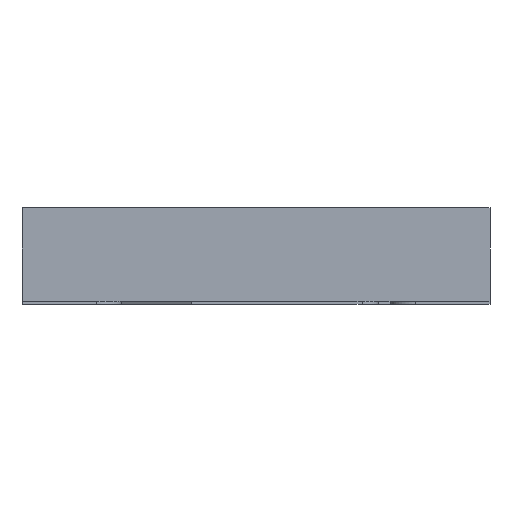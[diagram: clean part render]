
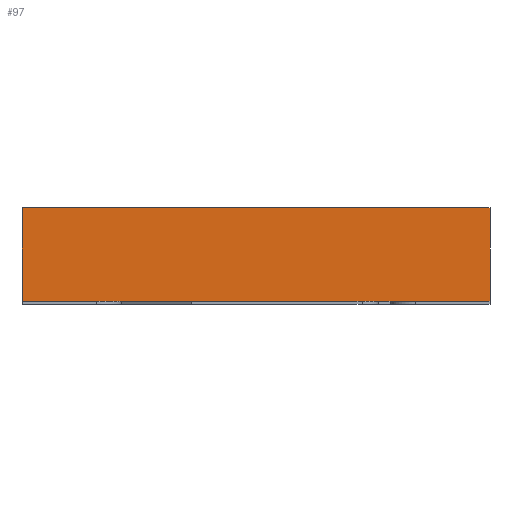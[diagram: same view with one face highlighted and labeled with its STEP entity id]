
A CAD part, front view. The second image highlights one B-rep face of the part: STEP entity #97.
In plain terms, the highlighted planar face has unit normal (0, -1, 0).
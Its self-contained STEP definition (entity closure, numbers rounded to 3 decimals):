
#97=ADVANCED_FACE('',(#180),#2725,.T.);
#180=FACE_OUTER_BOUND('',#264,.T.);
#264=EDGE_LOOP('',(#359,#360,#361,#362));
#359=ORIENTED_EDGE('',*,*,#2103,.T.);
#360=ORIENTED_EDGE('',*,*,#2104,.T.);
#361=ORIENTED_EDGE('',*,*,#2105,.T.);
#362=ORIENTED_EDGE('',*,*,#2106,.T.);
#767=PCURVE('',#2725,#1175);
#768=PCURVE('',#2725,#1176);
#769=PCURVE('',#2725,#1177);
#770=PCURVE('',#2725,#1178);
#783=PCURVE('',#2727,#1191);
#795=PCURVE('',#2728,#1203);
#919=PCURVE('',#2734,#1327);
#957=PCURVE('',#2736,#1365);
#1175=DEFINITIONAL_REPRESENTATION('',(#1584),#5442);
#1176=DEFINITIONAL_REPRESENTATION('',(#1586),#5442);
#1177=DEFINITIONAL_REPRESENTATION('',(#1588),#5442);
#1178=DEFINITIONAL_REPRESENTATION('',(#1590),#5442);
#1191=DEFINITIONAL_REPRESENTATION('',(#1609),#5442);
#1203=DEFINITIONAL_REPRESENTATION('',(#1625),#5442);
#1327=DEFINITIONAL_REPRESENTATION('',(#1725),#5442);
#1365=DEFINITIONAL_REPRESENTATION('',(#1749),#5442);
#1583=B_SPLINE_CURVE_WITH_KNOTS('',1,(#3583,#3584),.UNSPECIFIED.,.F.,.F.,
(2,2),(0.,0.8),.UNSPECIFIED.);
#1584=B_SPLINE_CURVE_WITH_KNOTS('',1,(#3585,#3586),.UNSPECIFIED.,.F.,.F.,
(2,2),(0.,0.8),.UNSPECIFIED.);
#1585=B_SPLINE_CURVE_WITH_KNOTS('',1,(#3587,#3588),.UNSPECIFIED.,.F.,.F.,
(2,2),(0.,4.),.UNSPECIFIED.);
#1586=B_SPLINE_CURVE_WITH_KNOTS('',1,(#3589,#3590),.UNSPECIFIED.,.F.,.F.,
(2,2),(0.,4.),.UNSPECIFIED.);
#1587=B_SPLINE_CURVE_WITH_KNOTS('',1,(#3591,#3592),.UNSPECIFIED.,.F.,.F.,
(2,2),(-0.8,0.),.UNSPECIFIED.);
#1588=B_SPLINE_CURVE_WITH_KNOTS('',1,(#3593,#3594),.UNSPECIFIED.,.F.,.F.,
(2,2),(-0.8,0.),.UNSPECIFIED.);
#1589=B_SPLINE_CURVE_WITH_KNOTS('',1,(#3595,#3596),.UNSPECIFIED.,.F.,.F.,
(2,2),(-4.,0.),.UNSPECIFIED.);
#1590=B_SPLINE_CURVE_WITH_KNOTS('',1,(#3597,#3598),.UNSPECIFIED.,.F.,.F.,
(2,2),(-4.,0.),.UNSPECIFIED.);
#1609=B_SPLINE_CURVE_WITH_KNOTS('',1,(#3680,#3681),.UNSPECIFIED.,.F.,.F.,
(2,2),(-4.,0.),.UNSPECIFIED.);
#1625=B_SPLINE_CURVE_WITH_KNOTS('',1,(#3747,#3748),.UNSPECIFIED.,.F.,.F.,
(2,2),(0.,4.),.UNSPECIFIED.);
#1725=B_SPLINE_CURVE_WITH_KNOTS('',1,(#4308,#4309),.UNSPECIFIED.,.F.,.F.,
(2,2),(0.,0.8),.UNSPECIFIED.);
#1749=B_SPLINE_CURVE_WITH_KNOTS('',1,(#4417,#4418),.UNSPECIFIED.,.F.,.F.,
(2,2),(-0.8,0.),.UNSPECIFIED.);
#1899=SURFACE_CURVE('',#1583,(#767,#919),.PCURVE_S1.);
#1900=SURFACE_CURVE('',#1585,(#768,#795),.PCURVE_S1.);
#1901=SURFACE_CURVE('',#1587,(#769,#957),.PCURVE_S1.);
#1902=SURFACE_CURVE('',#1589,(#770,#783),.PCURVE_S1.);
#2103=EDGE_CURVE('',#2593,#2596,#1899,.T.);
#2104=EDGE_CURVE('',#2596,#2595,#1900,.T.);
#2105=EDGE_CURVE('',#2595,#2594,#1901,.T.);
#2106=EDGE_CURVE('',#2594,#2593,#1902,.T.);
#2593=VERTEX_POINT('',#3512);
#2594=VERTEX_POINT('',#3513);
#2595=VERTEX_POINT('',#3514);
#2596=VERTEX_POINT('',#3515);
#2725=PLANE('',#2828);
#2727=PLANE('',#2830);
#2728=PLANE('',#2831);
#2734=PLANE('',#2837);
#2736=PLANE('',#2839);
#2828=AXIS2_PLACEMENT_3D('',#3246,#2854,$);
#2830=AXIS2_PLACEMENT_3D('',#3248,#2856,$);
#2831=AXIS2_PLACEMENT_3D('',#3249,#2857,$);
#2837=AXIS2_PLACEMENT_3D('',#3375,#2863,$);
#2839=AXIS2_PLACEMENT_3D('',#3399,#2865,$);
#2854=DIRECTION('',(0.,-1.,0.));
#2856=DIRECTION('',(0.,0.,-1.));
#2857=DIRECTION('',(0.,0.,1.));
#2863=DIRECTION('',(1.,0.,0.));
#2865=DIRECTION('',(-1.,0.,0.));
#3246=CARTESIAN_POINT('',(2.,-2.,0.));
#3248=CARTESIAN_POINT('',(2.,-2.,0.));
#3249=CARTESIAN_POINT('',(2.,-2.,0.8));
#3375=CARTESIAN_POINT('',(2.,2.,0.));
#3399=CARTESIAN_POINT('',(-2.,-2.,0.));
#3512=CARTESIAN_POINT('',(2.,-2.,0.));
#3513=CARTESIAN_POINT('',(-2.,-2.,0.));
#3514=CARTESIAN_POINT('',(-2.,-2.,0.8));
#3515=CARTESIAN_POINT('',(2.,-2.,0.8));
#3583=CARTESIAN_POINT('',(2.,-2.,0.));
#3584=CARTESIAN_POINT('',(2.,-2.,0.8));
#3585=CARTESIAN_POINT('',(0.,0.));
#3586=CARTESIAN_POINT('',(0.8,0.));
#3587=CARTESIAN_POINT('',(2.,-2.,0.8));
#3588=CARTESIAN_POINT('',(-2.,-2.,0.8));
#3589=CARTESIAN_POINT('',(0.8,0.));
#3590=CARTESIAN_POINT('',(0.8,4.));
#3591=CARTESIAN_POINT('',(-2.,-2.,0.8));
#3592=CARTESIAN_POINT('',(-2.,-2.,0.));
#3593=CARTESIAN_POINT('',(0.8,4.));
#3594=CARTESIAN_POINT('',(0.,4.));
#3595=CARTESIAN_POINT('',(-2.,-2.,0.));
#3596=CARTESIAN_POINT('',(2.,-2.,0.));
#3597=CARTESIAN_POINT('',(0.,4.));
#3598=CARTESIAN_POINT('',(0.,0.));
#3680=CARTESIAN_POINT('',(4.,0.));
#3681=CARTESIAN_POINT('',(0.,0.));
#3747=CARTESIAN_POINT('',(0.,0.));
#3748=CARTESIAN_POINT('',(0.,4.));
#4308=CARTESIAN_POINT('',(0.,16.));
#4309=CARTESIAN_POINT('',(0.8,16.));
#4417=CARTESIAN_POINT('',(0.8,4.));
#4418=CARTESIAN_POINT('',(0.,4.));
#5442=(
GEOMETRIC_REPRESENTATION_CONTEXT(2)
PARAMETRIC_REPRESENTATION_CONTEXT()
REPRESENTATION_CONTEXT('pspace','')
);
